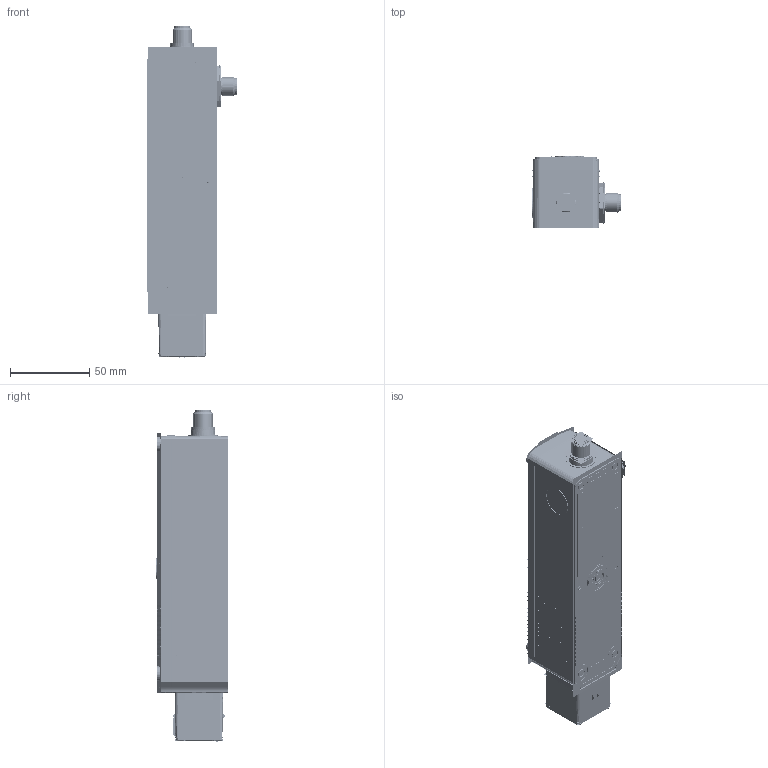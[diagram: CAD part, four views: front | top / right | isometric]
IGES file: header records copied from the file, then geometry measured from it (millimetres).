
Start section:  PTC IGES file: 223948.igs
Global section: file name: 223948.igs; native system: Creo Parametric by PTC Inc.; preprocessor: 2019292; author: PDMAdmin; organization: Unknown; date: 20220525.101626; units: millimetre
Bounding box: 56.1 x 45.34 x 208.95 mm (x, y, z)
Volume: 133793.2 mm3; surface area: 509862.6 mm2
Topology: 1 solids, 1 shells, 16850 faces, 85407 edges, 106449 vertices
Faces by surface type: revolution 8796, bspline 7226, extrusion 828
